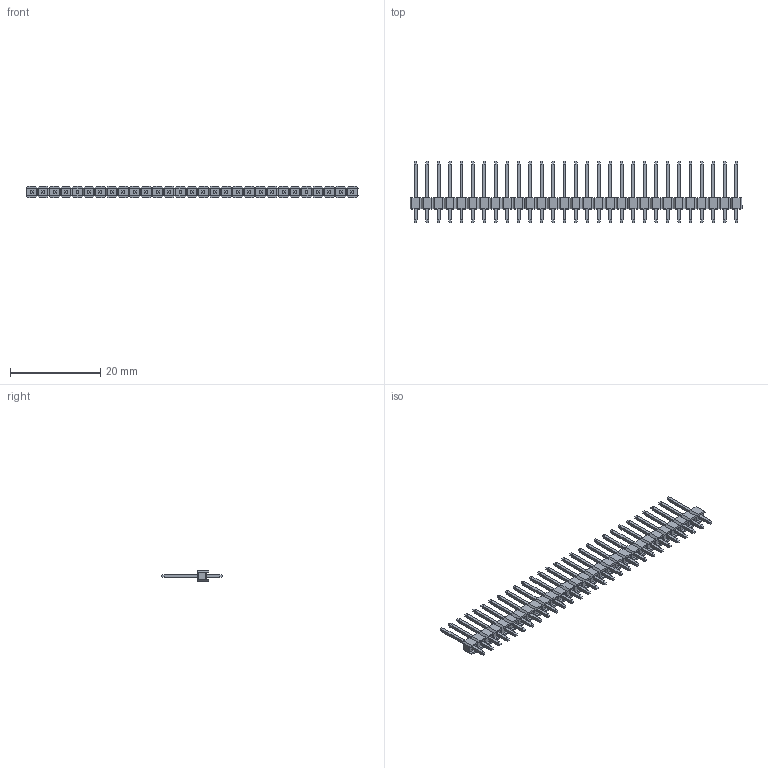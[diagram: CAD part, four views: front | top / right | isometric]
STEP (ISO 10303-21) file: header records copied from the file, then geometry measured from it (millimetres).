
FILE_DESCRIPTION (( 'STEP AP214' ), '1' );
FILE_NAME ('1x29 Male Pin Header.STEP', '2021-11-12T15:28:58', ( 'M.B.I.' ), ( '' ), 'SwSTEP 2.0', '', '' );
FILE_SCHEMA (( 'AUTOMOTIVE_DESIGN' ));
Length unit declared in the file: millimetre
Products named in the file (1): 1x29 Male Pin Header
Bounding box: 73.67 x 13.54 x 2.5 mm (x, y, z)
Volume: 505.8 mm3; surface area: 2004.9 mm2
Topology: 30 solids, 30 shells, 1110 faces, 2856 edges, 1806 vertices
Faces by surface type: plane 1110
Entity records: 33019 total; most frequent: CARTESIAN_POINT 5773, ORIENTED_EDGE 5712, DIRECTION 5078, LINE 2856, EDGE_CURVE 2856, VECTOR 2856, VERTEX_POINT 1806, EDGE_LOOP 1168
